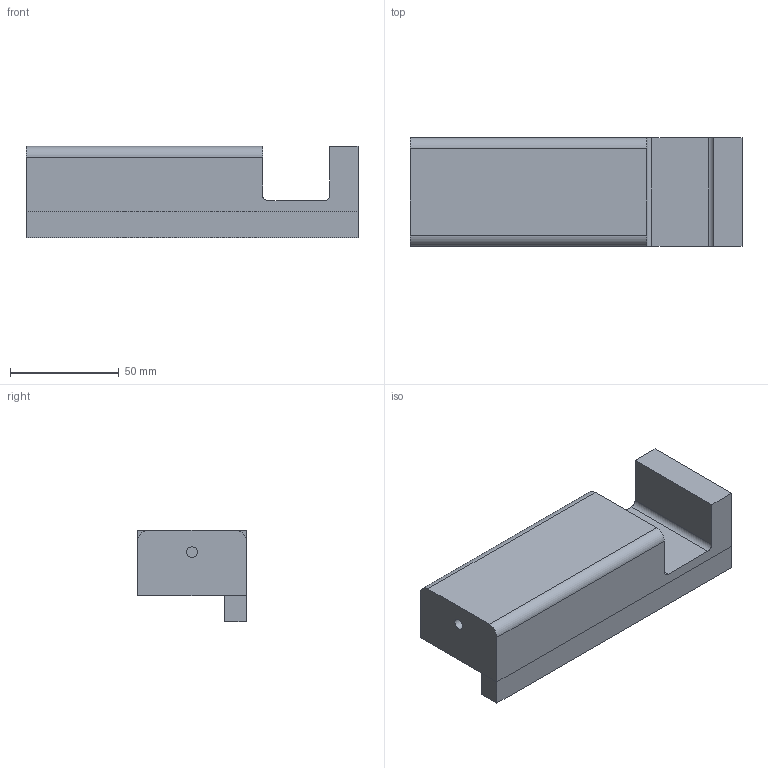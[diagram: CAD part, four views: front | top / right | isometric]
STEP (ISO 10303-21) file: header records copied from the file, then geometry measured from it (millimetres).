
FILE_DESCRIPTION(/* description */ (''),/* implementation_level */ '2;1');
FILE_NAME(/* name */ 'b103ceb1-5a71-413e-8f45-5e30e666df05.stp',/* time_stamp */ '2021-12-04T10:15:34+00:00',/* author */ (''),/* organization */ (''),/* preprocessor_version */ 'ST-DEVELOPER v18.1',/* originating_system */ 'Autodesk Translation Framework v10.10.0.1391',/* authorisation */ '');
FILE_SCHEMA (('AUTOMOTIVE_DESIGN { 1 0 10303 214 3 1 1 }'));
Length unit declared in the file: millimetre
Products named in the file (1): jig
Bounding box: 153 x 50 x 42 mm (x, y, z)
Volume: 205474.5 mm3; surface area: 36883.2 mm2
Topology: 2 solids, 2 shells, 29 faces, 67 edges, 44 vertices
Faces by surface type: plane 18, cylinder 9, cone 2
Full cylindrical faces by diameter (mm): 2.8 x2, 3.8 x2, 5 x1
Entity records: 876 total; most frequent: DIRECTION 147, CARTESIAN_POINT 141, ORIENTED_EDGE 134, EDGE_CURVE 67, AXIS2_PLACEMENT_3D 50, LINE 47, VECTOR 47, VERTEX_POINT 44
